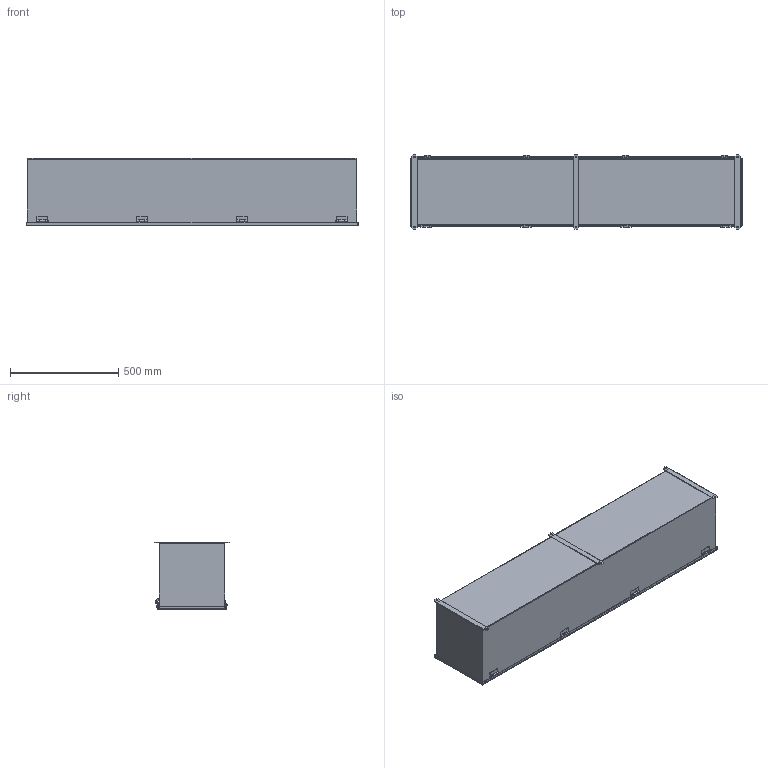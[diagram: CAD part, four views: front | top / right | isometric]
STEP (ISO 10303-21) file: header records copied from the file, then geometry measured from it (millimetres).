
FILE_DESCRIPTION (( 'STEP AP214' ), '1' );
FILE_NAME ('1486G60.STEP', '2023-06-21T17:09:07', ( '' ), ( '' ), 'SwSTEP 2.0', 'SolidWorks 2021', '' );
FILE_SCHEMA (( 'AUTOMOTIVE_DESIGN' ));
Length unit declared in the file: inch
Products named in the file (1): 1486G60
Bounding box: 1533.53 x 342.9 x 311.58 mm (x, y, z)
Volume: 4248689 mm3; surface area: 4492533.1 mm2
Topology: 16 solids, 16 shells, 624 faces, 1634 edges, 1056 vertices
Faces by surface type: plane 422, cylinder 164, cone 20, bspline 10, torus 8
Full cylindrical faces by diameter (mm): 4.572 x4, 5.41 x4, 6.35 x4, 7.937 x2, 7.938 x4, 12.268 x4
Entity records: 28791 total; most frequent: CARTESIAN_POINT 5397, ORIENTED_EDGE 3152, DIRECTION 3000, EDGE_CURVE 1576, VECTOR 1122, LINE 1122, VERTEX_POINT 1040, AXIS2_PLACEMENT_3D 939
